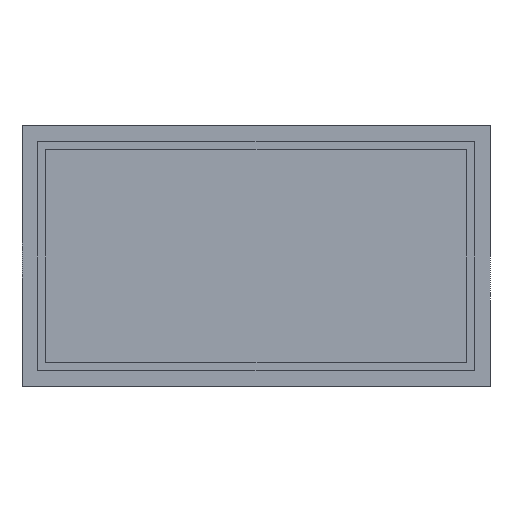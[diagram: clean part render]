
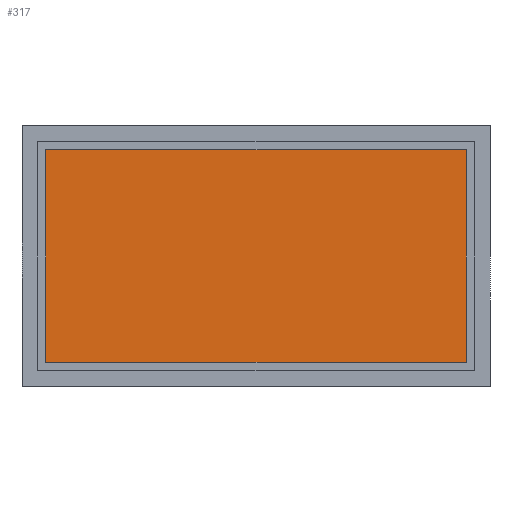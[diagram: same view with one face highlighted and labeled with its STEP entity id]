
A CAD part, front view. The second image highlights one B-rep face of the part: STEP entity #317.
In plain terms, the highlighted planar face has unit normal (0, -1, 0).
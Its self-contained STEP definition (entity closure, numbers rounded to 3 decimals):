
#21=PLANE('',#351);
#39=FACE_OUTER_BOUND('',#57,.T.);
#57=EDGE_LOOP('',(#237,#238,#239,#240));
#81=LINE('',#497,#119);
#82=LINE('',#499,#120);
#83=LINE('',#501,#121);
#84=LINE('',#502,#122);
#119=VECTOR('',#381,10.);
#120=VECTOR('',#382,10.);
#121=VECTOR('',#383,10.);
#122=VECTOR('',#384,10.);
#163=VERTEX_POINT('',#495);
#164=VERTEX_POINT('',#496);
#165=VERTEX_POINT('',#498);
#166=VERTEX_POINT('',#500);
#193=EDGE_CURVE('',#163,#164,#81,.T.);
#194=EDGE_CURVE('',#165,#163,#82,.T.);
#195=EDGE_CURVE('',#166,#165,#83,.T.);
#196=EDGE_CURVE('',#164,#166,#84,.T.);
#237=ORIENTED_EDGE('',*,*,#193,.F.);
#238=ORIENTED_EDGE('',*,*,#194,.F.);
#239=ORIENTED_EDGE('',*,*,#195,.F.);
#240=ORIENTED_EDGE('',*,*,#196,.F.);
#317=ADVANCED_FACE('',(#39),#21,.T.);
#351=AXIS2_PLACEMENT_3D('',#494,#379,#380);
#379=DIRECTION('center_axis',(0.,-1.,0.));
#380=DIRECTION('ref_axis',(0.,0.,-1.));
#381=DIRECTION('',(0.,0.,-1.));
#382=DIRECTION('',(1.,0.,0.));
#383=DIRECTION('',(0.,0.,1.));
#384=DIRECTION('',(-1.,0.,0.));
#494=CARTESIAN_POINT('Origin',(-50.141,7.,-80.));
#495=CARTESIAN_POINT('',(-9.741,7.,-59.6));
#496=CARTESIAN_POINT('',(-9.741,7.,-100.4));
#497=CARTESIAN_POINT('',(-9.741,7.,-69.8));
#498=CARTESIAN_POINT('',(-90.541,7.,-59.6));
#499=CARTESIAN_POINT('',(-70.341,7.,-59.6));
#500=CARTESIAN_POINT('',(-90.541,7.,-100.4));
#501=CARTESIAN_POINT('',(-90.541,7.,-90.2));
#502=CARTESIAN_POINT('',(-29.941,7.,-100.4));
